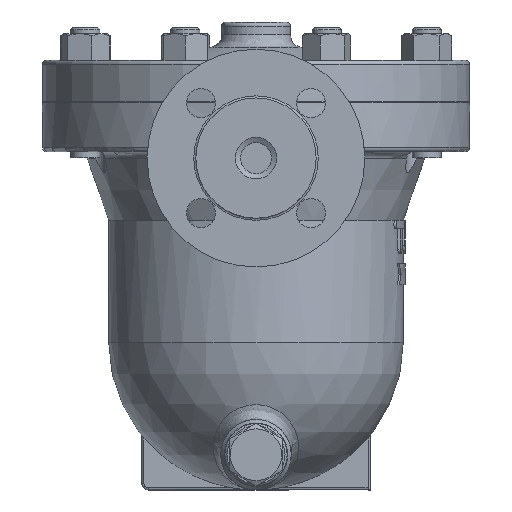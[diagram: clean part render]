
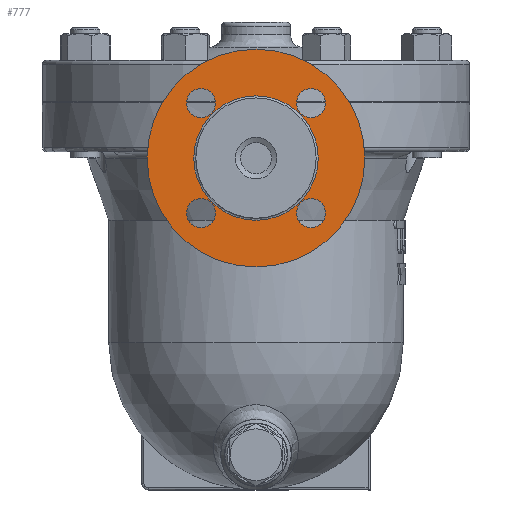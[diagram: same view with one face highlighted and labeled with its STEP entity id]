
A CAD part, left-side view. The second image highlights one B-rep face of the part: STEP entity #777.
In plain terms, the highlighted planar face has unit normal (-1, 0, 0).
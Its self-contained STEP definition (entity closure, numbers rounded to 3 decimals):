
#564=CARTESIAN_POINT('',(-160.,-26.517,30.517));
#565=VERTEX_POINT('',#564);
#566=CARTESIAN_POINT('',(-160.,-26.517,23.517));
#567=DIRECTION('',(1.0,0.0,0.0));
#568=DIRECTION('',(0.0,0.0,-1.0));
#569=AXIS2_PLACEMENT_3D('',#566,#567,#568);
#570=CIRCLE('',#569,7.);
#571=EDGE_CURVE('',#565,#565,#570,.T.);
#592=CARTESIAN_POINT('',(-160.,-26.517,-22.517));
#593=VERTEX_POINT('',#592);
#594=CARTESIAN_POINT('',(-160.,-26.517,-29.517));
#595=DIRECTION('',(1.0,0.0,0.0));
#596=DIRECTION('',(0.0,0.0,-1.0));
#597=AXIS2_PLACEMENT_3D('',#594,#595,#596);
#598=CIRCLE('',#597,7.);
#599=EDGE_CURVE('',#593,#593,#598,.T.);
#620=CARTESIAN_POINT('',(-160.,26.517,-22.517));
#621=VERTEX_POINT('',#620);
#622=CARTESIAN_POINT('',(-160.,26.517,-29.517));
#623=DIRECTION('',(1.0,0.0,0.0));
#624=DIRECTION('',(0.0,0.0,-1.0));
#625=AXIS2_PLACEMENT_3D('',#622,#623,#624);
#626=CIRCLE('',#625,7.);
#627=EDGE_CURVE('',#621,#621,#626,.T.);
#648=CARTESIAN_POINT('',(-160.,26.517,30.517));
#649=VERTEX_POINT('',#648);
#650=CARTESIAN_POINT('',(-160.,26.517,23.517));
#651=DIRECTION('',(1.0,0.0,0.0));
#652=DIRECTION('',(0.0,0.0,-1.0));
#653=AXIS2_PLACEMENT_3D('',#650,#651,#652);
#654=CIRCLE('',#653,7.);
#655=EDGE_CURVE('',#649,#649,#654,.T.);
#723=CARTESIAN_POINT('',(-160.,0.0,27.));
#724=VERTEX_POINT('',#723);
#725=CARTESIAN_POINT('',(-160.,0.0,-3.));
#726=DIRECTION('',(-1.0,0.0,0.0));
#727=DIRECTION('',(0.0,0.0,-1.0));
#728=AXIS2_PLACEMENT_3D('',#725,#726,#727);
#729=CIRCLE('',#728,30.);
#730=EDGE_CURVE('',#724,#724,#729,.T.);
#746=CARTESIAN_POINT('',(-160.,0.0,37.75));
#747=DIRECTION('',(-1.0,0.0,0.0));
#748=DIRECTION('',(0.0,0.0,1.0));
#749=AXIS2_PLACEMENT_3D('',#746,#747,#748);
#750=PLANE('',#749);
#751=CARTESIAN_POINT('',(-160.,0.0,49.5));
#752=VERTEX_POINT('',#751);
#753=CARTESIAN_POINT('',(-160.,0.0,-3.));
#754=DIRECTION('',(-1.0,0.0,0.0));
#755=DIRECTION('',(0.0,0.0,1.0));
#756=AXIS2_PLACEMENT_3D('',#753,#754,#755);
#757=CIRCLE('',#756,52.5);
#758=EDGE_CURVE('',#752,#752,#757,.T.);
#759=ORIENTED_EDGE('',*,*,#758,.T.);
#760=EDGE_LOOP('',(#759));
#761=FACE_OUTER_BOUND('',#760,.T.);
#762=ORIENTED_EDGE('',*,*,#571,.T.);
#763=EDGE_LOOP('',(#762));
#764=FACE_BOUND('',#763,.T.);
#765=ORIENTED_EDGE('',*,*,#599,.T.);
#766=EDGE_LOOP('',(#765));
#767=FACE_BOUND('',#766,.T.);
#768=ORIENTED_EDGE('',*,*,#627,.T.);
#769=EDGE_LOOP('',(#768));
#770=FACE_BOUND('',#769,.T.);
#771=ORIENTED_EDGE('',*,*,#655,.T.);
#772=EDGE_LOOP('',(#771));
#773=FACE_BOUND('',#772,.T.);
#774=ORIENTED_EDGE('',*,*,#730,.F.);
#775=EDGE_LOOP('',(#774));
#776=FACE_BOUND('',#775,.T.);
#777=ADVANCED_FACE('',(#761,#764,#767,#770,#773,#776),#750,.T.);
